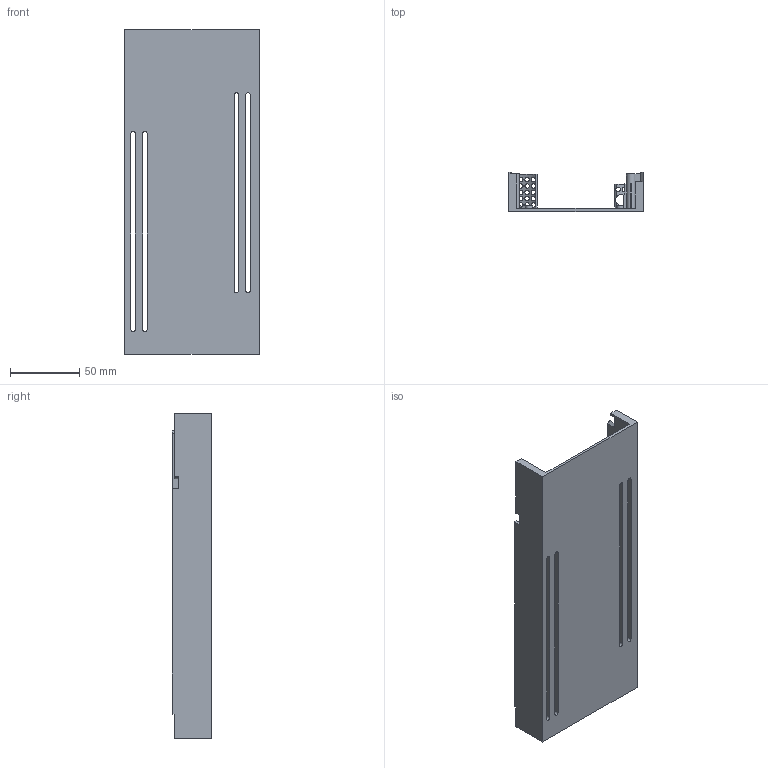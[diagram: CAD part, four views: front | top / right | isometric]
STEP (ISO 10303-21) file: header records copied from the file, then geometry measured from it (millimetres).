
FILE_DESCRIPTION (( 'STEP AP214' ), '1' );
FILE_NAME ('VCU1525_Cover_Passive.STEP', '2018-08-31T17:40:11', ( '' ), ( '' ), 'SwSTEP 2.0', 'SolidWorks 2016', '' );
FILE_SCHEMA (( 'AUTOMOTIVE_DESIGN' ));
Length unit declared in the file: millimetre
Products named in the file (1): VCU1525_Cover_Passive
Bounding box: 97 x 28.3 x 234.95 mm (x, y, z)
Volume: 72677.3 mm3; surface area: 78712.5 mm2
Topology: 1 solids, 1 shells, 198 faces, 578 edges, 378 vertices
Faces by surface type: plane 104, cylinder 86, cone 8
Entity records: 9159 total; most frequent: CARTESIAN_POINT 3864, ORIENTED_EDGE 1140, DIRECTION 934, EDGE_CURVE 570, LINE 388, VECTOR 388, VERTEX_POINT 378, AXIS2_PLACEMENT_3D 273
